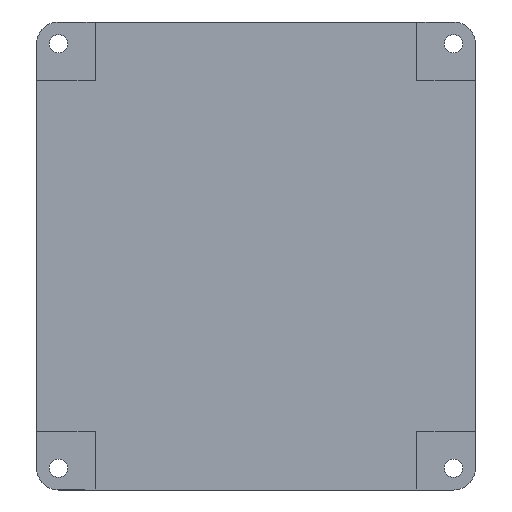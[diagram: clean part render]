
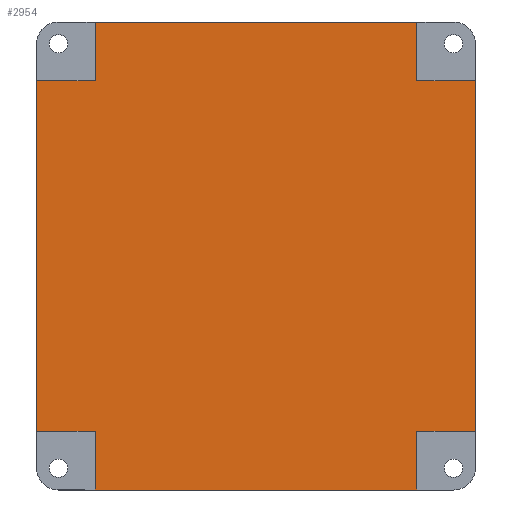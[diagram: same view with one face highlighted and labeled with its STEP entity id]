
A CAD part, front view. The second image highlights one B-rep face of the part: STEP entity #2954.
In plain terms, the highlighted planar face has unit normal (0, -1, 0).
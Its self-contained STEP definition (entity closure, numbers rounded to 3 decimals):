
#40 = EDGE_CURVE ( 'NONE', #1867, #48, #2891, .T. ) ;
#48 = VERTEX_POINT ( 'NONE', #3185 ) ;
#50 = DIRECTION ( 'NONE',  ( 0., 0., -1. ) ) ;
#58 = VERTEX_POINT ( 'NONE', #2674 ) ;
#60 = CARTESIAN_POINT ( 'NONE',  ( -27., 0., 31.987 ) ) ;
#79 = VECTOR ( 'NONE', #1708, 1000. ) ;
#100 = EDGE_LOOP ( 'NONE', ( #1840, #1870, #2966, #2381, #1133, #1082, #945, #1535, #3174, #2754, #2278, #1533 ) ) ;
#111 = VERTEX_POINT ( 'NONE', #618 ) ;
#129 = LINE ( 'NONE', #60, #530 ) ;
#226 = LINE ( 'NONE', #686, #611 ) ;
#241 = VECTOR ( 'NONE', #1949, 1000. ) ;
#252 = VERTEX_POINT ( 'NONE', #3199 ) ;
#258 = LINE ( 'NONE', #1576, #3010 ) ;
#264 = LINE ( 'NONE', #3008, #3009 ) ;
#297 = CARTESIAN_POINT ( 'NONE',  ( -29.987, 0., -29. ) ) ;
#307 = LINE ( 'NONE', #1314, #435 ) ;
#318 = LINE ( 'NONE', #1478, #79 ) ;
#401 = DIRECTION ( 'NONE',  ( 0., 0., 1. ) ) ;
#435 = VECTOR ( 'NONE', #2556, 1000. ) ;
#446 = CARTESIAN_POINT ( 'NONE',  ( -21.987, 0., -23.987 ) ) ;
#509 = LINE ( 'NONE', #605, #1750 ) ;
#530 = VECTOR ( 'NONE', #1062, 1000. ) ;
#585 = VECTOR ( 'NONE', #2596, 1000. ) ;
#605 = CARTESIAN_POINT ( 'NONE',  ( 21.987, 0., 31.987 ) ) ;
#611 = VECTOR ( 'NONE', #2415, 1000. ) ;
#618 = CARTESIAN_POINT ( 'NONE',  ( 21.987, 0., 31.987 ) ) ;
#663 = CARTESIAN_POINT ( 'NONE',  ( -29.987, 0., 23.987 ) ) ;
#686 = CARTESIAN_POINT ( 'NONE',  ( -21.987, 0., 23.987 ) ) ;
#726 = EDGE_CURVE ( 'NONE', #2702, #1241, #2162, .T. ) ;
#789 = DIRECTION ( 'NONE',  ( 0., 0., -1. ) ) ;
#857 = CARTESIAN_POINT ( 'NONE',  ( -21.987, 0., -31.987 ) ) ;
#945 = ORIENTED_EDGE ( 'NONE', *, *, #2806, .F. ) ;
#948 = EDGE_CURVE ( 'NONE', #1241, #1944, #307, .T. ) ;
#956 = CARTESIAN_POINT ( 'NONE',  ( -21.987, 0., -23.987 ) ) ;
#1006 = CARTESIAN_POINT ( 'NONE',  ( -29.987, 0., -23.987 ) ) ;
#1056 = VERTEX_POINT ( 'NONE', #1006 ) ;
#1062 = DIRECTION ( 'NONE',  ( 1., 0., 0. ) ) ;
#1082 = ORIENTED_EDGE ( 'NONE', *, *, #1607, .F. ) ;
#1126 = FACE_OUTER_BOUND ( 'NONE', #100, .T. ) ;
#1133 = ORIENTED_EDGE ( 'NONE', *, *, #2139, .F. ) ;
#1241 = VERTEX_POINT ( 'NONE', #857 ) ;
#1245 = EDGE_CURVE ( 'NONE', #1056, #1867, #1787, .T. ) ;
#1314 = CARTESIAN_POINT ( 'NONE',  ( -21.987, 0., -31.987 ) ) ;
#1319 = VERTEX_POINT ( 'NONE', #2917 ) ;
#1409 = VECTOR ( 'NONE', #2209, 1000. ) ;
#1451 = DIRECTION ( 'NONE',  ( -1., 0., 0. ) ) ;
#1463 = CARTESIAN_POINT ( 'NONE',  ( -27., 0., 29. ) ) ;
#1478 = CARTESIAN_POINT ( 'NONE',  ( 21.987, 0., 23.987 ) ) ;
#1533 = ORIENTED_EDGE ( 'NONE', *, *, #1245, .F. ) ;
#1535 = ORIENTED_EDGE ( 'NONE', *, *, #3120, .F. ) ;
#1539 = CARTESIAN_POINT ( 'NONE',  ( 29.987, 0., 29. ) ) ;
#1576 = CARTESIAN_POINT ( 'NONE',  ( 21.987, 0., -23.987 ) ) ;
#1607 = EDGE_CURVE ( 'NONE', #1319, #3207, #2230, .T. ) ;
#1708 = DIRECTION ( 'NONE',  ( 1., 0., 0. ) ) ;
#1721 = EDGE_CURVE ( 'NONE', #58, #111, #129, .T. ) ;
#1725 = LINE ( 'NONE', #446, #1409 ) ;
#1750 = VECTOR ( 'NONE', #1818, 1000. ) ;
#1772 = DIRECTION ( 'NONE',  ( -1., 0., 0. ) ) ;
#1787 = LINE ( 'NONE', #297, #585 ) ;
#1818 = DIRECTION ( 'NONE',  ( 0., 0., -1. ) ) ;
#1840 = ORIENTED_EDGE ( 'NONE', *, *, #1905, .F. ) ;
#1867 = VERTEX_POINT ( 'NONE', #663 ) ;
#1870 = ORIENTED_EDGE ( 'NONE', *, *, #948, .F. ) ;
#1905 = EDGE_CURVE ( 'NONE', #1944, #1056, #1725, .T. ) ;
#1944 = VERTEX_POINT ( 'NONE', #956 ) ;
#1949 = DIRECTION ( 'NONE',  ( 1., 0., 0. ) ) ;
#2139 = EDGE_CURVE ( 'NONE', #3207, #252, #264, .T. ) ;
#2162 = LINE ( 'NONE', #3144, #2738 ) ;
#2172 = CARTESIAN_POINT ( 'NONE',  ( -29.987, 0., 23.987 ) ) ;
#2199 = VECTOR ( 'NONE', #789, 1000. ) ;
#2209 = DIRECTION ( 'NONE',  ( -1., 0., 0. ) ) ;
#2229 = VERTEX_POINT ( 'NONE', #2339 ) ;
#2230 = LINE ( 'NONE', #1539, #2199 ) ;
#2278 = ORIENTED_EDGE ( 'NONE', *, *, #40, .F. ) ;
#2321 = EDGE_CURVE ( 'NONE', #48, #58, #226, .T. ) ;
#2336 = CARTESIAN_POINT ( 'NONE',  ( 29.987, 0., -23.987 ) ) ;
#2339 = CARTESIAN_POINT ( 'NONE',  ( 21.987, 0., 23.987 ) ) ;
#2381 = ORIENTED_EDGE ( 'NONE', *, *, #2450, .F. ) ;
#2415 = DIRECTION ( 'NONE',  ( 0., 0., 1. ) ) ;
#2450 = EDGE_CURVE ( 'NONE', #252, #2702, #258, .T. ) ;
#2556 = DIRECTION ( 'NONE',  ( 0., 0., 1. ) ) ;
#2596 = DIRECTION ( 'NONE',  ( 0., 0., 1. ) ) ;
#2633 = PLANE ( 'NONE',  #2999 ) ;
#2674 = CARTESIAN_POINT ( 'NONE',  ( -21.987, 0., 31.987 ) ) ;
#2702 = VERTEX_POINT ( 'NONE', #2836 ) ;
#2738 = VECTOR ( 'NONE', #1451, 1000. ) ;
#2754 = ORIENTED_EDGE ( 'NONE', *, *, #2321, .F. ) ;
#2806 = EDGE_CURVE ( 'NONE', #2229, #1319, #318, .T. ) ;
#2836 = CARTESIAN_POINT ( 'NONE',  ( 21.987, 0., -31.987 ) ) ;
#2891 = LINE ( 'NONE', #2172, #241 ) ;
#2917 = CARTESIAN_POINT ( 'NONE',  ( 29.987, 0., 23.987 ) ) ;
#2954 = ADVANCED_FACE ( 'NONE', ( #1126 ), #2633, .F. ) ;
#2959 = DIRECTION ( 'NONE',  ( 0., 1., 0. ) ) ;
#2966 = ORIENTED_EDGE ( 'NONE', *, *, #726, .F. ) ;
#2999 = AXIS2_PLACEMENT_3D ( 'NONE', #1463, #2959, #401 ) ;
#3008 = CARTESIAN_POINT ( 'NONE',  ( 29.987, 0., -23.987 ) ) ;
#3009 = VECTOR ( 'NONE', #1772, 1000. ) ;
#3010 = VECTOR ( 'NONE', #50, 1000. ) ;
#3120 = EDGE_CURVE ( 'NONE', #111, #2229, #509, .T. ) ;
#3144 = CARTESIAN_POINT ( 'NONE',  ( 27., 0., -31.987 ) ) ;
#3174 = ORIENTED_EDGE ( 'NONE', *, *, #1721, .F. ) ;
#3185 = CARTESIAN_POINT ( 'NONE',  ( -21.987, 0., 23.987 ) ) ;
#3199 = CARTESIAN_POINT ( 'NONE',  ( 21.987, 0., -23.987 ) ) ;
#3207 = VERTEX_POINT ( 'NONE', #2336 ) ;
